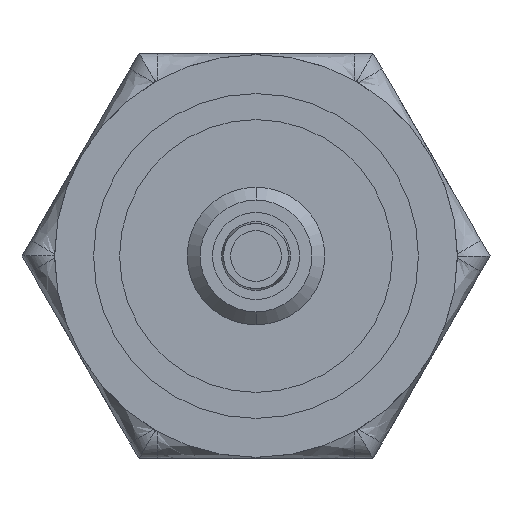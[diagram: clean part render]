
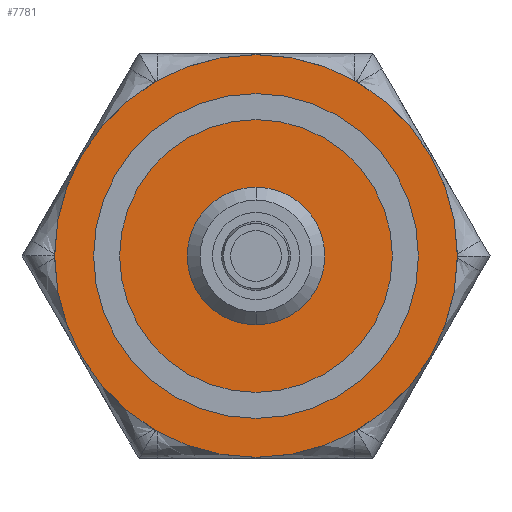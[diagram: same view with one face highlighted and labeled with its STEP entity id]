
A CAD part, front view. The second image highlights one B-rep face of the part: STEP entity #7781.
In plain terms, the highlighted planar face has unit normal (0, -1, 0).
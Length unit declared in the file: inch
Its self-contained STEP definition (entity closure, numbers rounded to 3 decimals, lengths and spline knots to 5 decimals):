
#7382 = EDGE_LOOP ( 'NONE', ( #7936, #7849 ) ) ;
#7658 = EDGE_CURVE ( 'NONE', #7659, #7660, #9092, .T. ) ;
#7659 = VERTEX_POINT ( 'NONE', #9088 ) ;
#7660 = VERTEX_POINT ( 'NONE', #9087 ) ;
#7758 = VERTEX_POINT ( 'NONE', #9256 ) ;
#7760 = EDGE_CURVE ( 'NONE', #7758, #7761, #9498, .T. ) ;
#7761 = VERTEX_POINT ( 'NONE', #9493 ) ;
#7781 = ADVANCED_FACE ( 'NONE', ( #9403, #9402 ), #9401, .T. ) ;
#7849 = ORIENTED_EDGE ( 'NONE', *, *, #7658, .T. ) ;
#7850 = EDGE_LOOP ( 'NONE', ( #7851, #7853 ) ) ;
#7851 = ORIENTED_EDGE ( 'NONE', *, *, #7852, .F. ) ;
#7852 = EDGE_CURVE ( 'NONE', #7761, #7758, #9702, .T. ) ;
#7853 = ORIENTED_EDGE ( 'NONE', *, *, #7760, .F. ) ;
#7936 = ORIENTED_EDGE ( 'NONE', *, *, #7937, .T. ) ;
#7937 = EDGE_CURVE ( 'NONE', #7660, #7659, #10209, .T. ) ;
#9087 = CARTESIAN_POINT ( 'NONE',  ( 0., -0.2075, 0.155 ) ) ;
#9088 = CARTESIAN_POINT ( 'NONE',  ( 0., -0.2075, -0.155 ) ) ;
#9089 = DIRECTION ( 'NONE',  ( 0., 0., -1. ) ) ;
#9090 = DIRECTION ( 'NONE',  ( 0., -1., 0. ) ) ;
#9091 = AXIS2_PLACEMENT_3D ( 'NONE', #9097, #9090, #9089 ) ;
#9092 = CIRCLE ( 'NONE', #9091, 0.155 ) ;
#9097 = CARTESIAN_POINT ( 'NONE',  ( 0., -0.2075, 0. ) ) ;
#9256 = CARTESIAN_POINT ( 'NONE',  ( 0., -0.2075, -0.053 ) ) ;
#9397 = DIRECTION ( 'NONE',  ( 0., 0., -1. ) ) ;
#9398 = DIRECTION ( 'NONE',  ( 0., -1., 0. ) ) ;
#9399 = CARTESIAN_POINT ( 'NONE',  ( 0., -0.2075, 0. ) ) ;
#9400 = AXIS2_PLACEMENT_3D ( 'NONE', #9399, #9398, #9397 ) ;
#9401 = PLANE ( 'NONE',  #9400 ) ;
#9402 = FACE_BOUND ( 'NONE', #7850, .T. ) ;
#9403 = FACE_OUTER_BOUND ( 'NONE', #7382, .T. ) ;
#9493 = CARTESIAN_POINT ( 'NONE',  ( 0., -0.2075, 0.053 ) ) ;
#9494 = DIRECTION ( 'NONE',  ( 0., 0., -1. ) ) ;
#9495 = DIRECTION ( 'NONE',  ( 0., -1., 0. ) ) ;
#9496 = CARTESIAN_POINT ( 'NONE',  ( 0., -0.2075, 0. ) ) ;
#9497 = AXIS2_PLACEMENT_3D ( 'NONE', #9496, #9495, #9494 ) ;
#9498 = CIRCLE ( 'NONE', #9497, 0.053 ) ;
#9698 = DIRECTION ( 'NONE',  ( 0., 0., -1. ) ) ;
#9699 = DIRECTION ( 'NONE',  ( 0., -1., 0. ) ) ;
#9700 = CARTESIAN_POINT ( 'NONE',  ( 0., -0.2075, 0. ) ) ;
#9701 = AXIS2_PLACEMENT_3D ( 'NONE', #9700, #9699, #9698 ) ;
#9702 = CIRCLE ( 'NONE', #9701, 0.053 ) ;
#10205 = DIRECTION ( 'NONE',  ( 0., 0., -1. ) ) ;
#10206 = DIRECTION ( 'NONE',  ( 0., -1., 0. ) ) ;
#10207 = CARTESIAN_POINT ( 'NONE',  ( 0., -0.2075, 0. ) ) ;
#10208 = AXIS2_PLACEMENT_3D ( 'NONE', #10207, #10206, #10205 ) ;
#10209 = CIRCLE ( 'NONE', #10208, 0.155 ) ;
